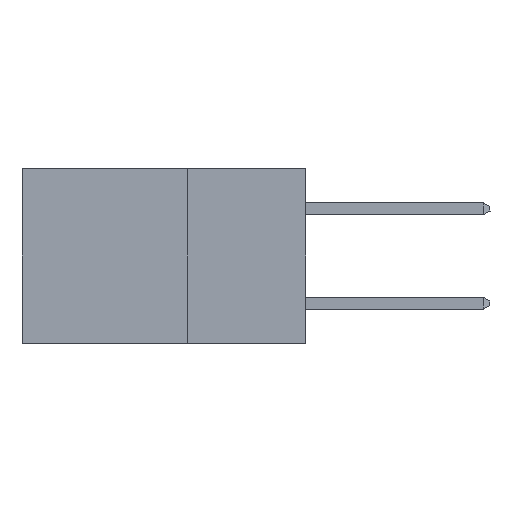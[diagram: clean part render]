
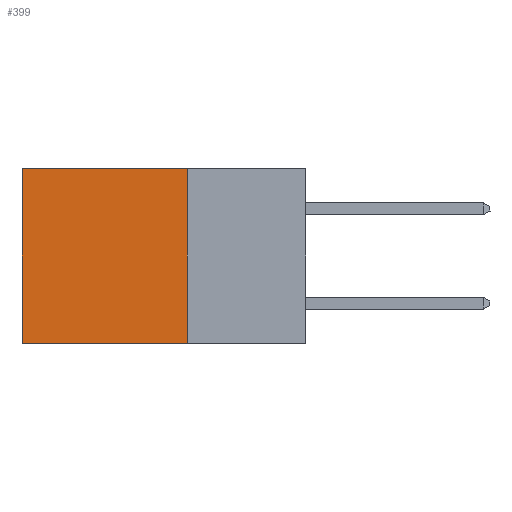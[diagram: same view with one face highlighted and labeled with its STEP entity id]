
A CAD part, left-side view. The second image highlights one B-rep face of the part: STEP entity #399.
In plain terms, the highlighted planar face has unit normal (-1, 0, 0).
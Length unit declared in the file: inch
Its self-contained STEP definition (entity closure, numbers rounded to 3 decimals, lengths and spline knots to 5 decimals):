
#399 = ADVANCED_FACE ( 'NONE', ( #17406 ), #7693, .F. ) ;
#518 = EDGE_LOOP ( 'NONE', ( #17940, #13149, #10801, #4079 ) ) ;
#907 = VECTOR ( 'NONE', #7549, 39.37008 ) ;
#1131 = EDGE_CURVE ( 'NONE', #13824, #5841, #3288, .T. ) ;
#1694 = CARTESIAN_POINT ( 'NONE',  ( 0.298, 0.25, 0. ) ) ;
#2501 = EDGE_CURVE ( 'NONE', #10763, #5841, #8476, .T. ) ;
#3176 = DIRECTION ( 'NONE',  ( 1., 0., 0. ) ) ;
#3245 = EDGE_CURVE ( 'NONE', #17516, #10763, #8437, .T. ) ;
#3288 = LINE ( 'NONE', #13614, #11606 ) ;
#4079 = ORIENTED_EDGE ( 'NONE', *, *, #13843, .T. ) ;
#4127 = CARTESIAN_POINT ( 'NONE',  ( 0.298, 0.6, 0. ) ) ;
#5123 = VECTOR ( 'NONE', #10321, 39.37008 ) ;
#5751 = CARTESIAN_POINT ( 'NONE',  ( 0.298, 0.25, 0. ) ) ;
#5841 = VERTEX_POINT ( 'NONE', #8730 ) ;
#7549 = DIRECTION ( 'NONE',  ( 0., 1., 0. ) ) ;
#7693 = PLANE ( 'NONE',  #9593 ) ;
#8437 = LINE ( 'NONE', #5751, #5123 ) ;
#8476 = LINE ( 'NONE', #16488, #907 ) ;
#8730 = CARTESIAN_POINT ( 'NONE',  ( 0.298, 0.6, -0.37 ) ) ;
#9149 = LINE ( 'NONE', #17661, #13917 ) ;
#9593 = AXIS2_PLACEMENT_3D ( 'NONE', #12279, #3176, #10817 ) ;
#10321 = DIRECTION ( 'NONE',  ( 0., 0., -1. ) ) ;
#10763 = VERTEX_POINT ( 'NONE', #13116 ) ;
#10801 = ORIENTED_EDGE ( 'NONE', *, *, #3245, .F. ) ;
#10817 = DIRECTION ( 'NONE',  ( 0., 0., -1. ) ) ;
#11606 = VECTOR ( 'NONE', #15026, 39.37008 ) ;
#12279 = CARTESIAN_POINT ( 'NONE',  ( 0.298, 0.25, 0. ) ) ;
#13116 = CARTESIAN_POINT ( 'NONE',  ( 0.298, 0.25, -0.37 ) ) ;
#13149 = ORIENTED_EDGE ( 'NONE', *, *, #2501, .F. ) ;
#13222 = DIRECTION ( 'NONE',  ( 0., 1., 0. ) ) ;
#13614 = CARTESIAN_POINT ( 'NONE',  ( 0.298, 0.6, 0. ) ) ;
#13824 = VERTEX_POINT ( 'NONE', #4127 ) ;
#13843 = EDGE_CURVE ( 'NONE', #17516, #13824, #9149, .T. ) ;
#13917 = VECTOR ( 'NONE', #13222, 39.37008 ) ;
#15026 = DIRECTION ( 'NONE',  ( 0., 0., -1. ) ) ;
#16488 = CARTESIAN_POINT ( 'NONE',  ( 0.298, 0.25, -0.37 ) ) ;
#17406 = FACE_OUTER_BOUND ( 'NONE', #518, .T. ) ;
#17516 = VERTEX_POINT ( 'NONE', #1694 ) ;
#17661 = CARTESIAN_POINT ( 'NONE',  ( 0.298, 0.25, 0. ) ) ;
#17940 = ORIENTED_EDGE ( 'NONE', *, *, #1131, .T. ) ;
